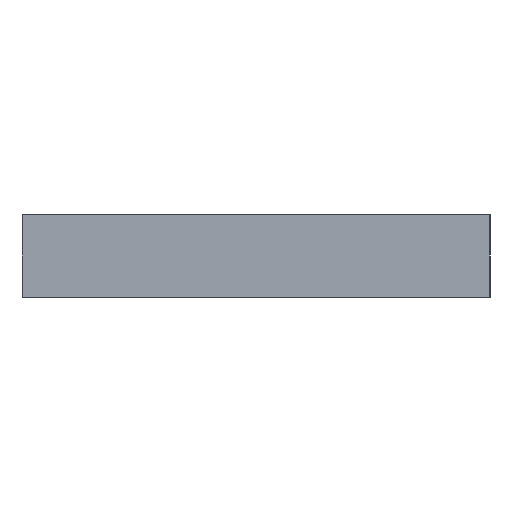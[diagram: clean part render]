
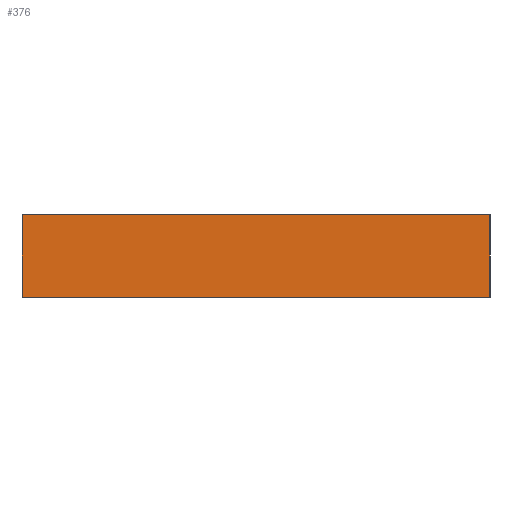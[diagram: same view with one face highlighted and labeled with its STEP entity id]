
A CAD part, left-side view. The second image highlights one B-rep face of the part: STEP entity #376.
In plain terms, the highlighted planar face has unit normal (-1, 0, 0).
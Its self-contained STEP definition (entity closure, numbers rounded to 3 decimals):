
#33 = VERTEX_POINT ( 'NONE', #135 ) ;
#41 = DIRECTION ( 'NONE',  ( 0., 0., 1. ) ) ;
#135 = CARTESIAN_POINT ( 'NONE',  ( -55., -34., -6. ) ) ;
#156 = FACE_OUTER_BOUND ( 'NONE', #431, .T. ) ;
#216 = CARTESIAN_POINT ( 'NONE',  ( -55., 34., 0. ) ) ;
#256 = ORIENTED_EDGE ( 'NONE', *, *, #700, .F. ) ;
#289 = CARTESIAN_POINT ( 'NONE',  ( -55., -34., -6. ) ) ;
#298 = VERTEX_POINT ( 'NONE', #499 ) ;
#355 = EDGE_CURVE ( 'NONE', #298, #472, #914, .T. ) ;
#357 = ORIENTED_EDGE ( 'NONE', *, *, #1175, .F. ) ;
#376 = ADVANCED_FACE ( 'NONE', ( #156 ), #714, .T. ) ;
#431 = EDGE_LOOP ( 'NONE', ( #1003, #936, #357, #256 ) ) ;
#472 = VERTEX_POINT ( 'NONE', #627 ) ;
#499 = CARTESIAN_POINT ( 'NONE',  ( -55., 34., 6. ) ) ;
#517 = DIRECTION ( 'NONE',  ( 0., -1., 0. ) ) ;
#538 = CARTESIAN_POINT ( 'NONE',  ( -55., -34., 6. ) ) ;
#550 = VECTOR ( 'NONE', #517, 1000. ) ;
#597 = VECTOR ( 'NONE', #695, 1000. ) ;
#627 = CARTESIAN_POINT ( 'NONE',  ( -55., -34., 6. ) ) ;
#650 = EDGE_CURVE ( 'NONE', #472, #33, #1124, .T. ) ;
#695 = DIRECTION ( 'NONE',  ( 0., 0., -1. ) ) ;
#700 = EDGE_CURVE ( 'NONE', #33, #720, #1281, .T. ) ;
#705 = LINE ( 'NONE', #216, #822 ) ;
#714 = PLANE ( 'NONE',  #1174 ) ;
#720 = VERTEX_POINT ( 'NONE', #1183 ) ;
#822 = VECTOR ( 'NONE', #1203, 1000. ) ;
#914 = LINE ( 'NONE', #538, #550 ) ;
#936 = ORIENTED_EDGE ( 'NONE', *, *, #355, .F. ) ;
#975 = VECTOR ( 'NONE', #984, 1000. ) ;
#984 = DIRECTION ( 'NONE',  ( 0., 1., 0. ) ) ;
#1003 = ORIENTED_EDGE ( 'NONE', *, *, #650, .F. ) ;
#1093 = CARTESIAN_POINT ( 'NONE',  ( -55., -34., 0. ) ) ;
#1124 = LINE ( 'NONE', #1093, #597 ) ;
#1126 = DIRECTION ( 'NONE',  ( -1., 0., 0. ) ) ;
#1174 = AXIS2_PLACEMENT_3D ( 'NONE', #1219, #1126, #41 ) ;
#1175 = EDGE_CURVE ( 'NONE', #720, #298, #705, .T. ) ;
#1183 = CARTESIAN_POINT ( 'NONE',  ( -55., 34., -6. ) ) ;
#1203 = DIRECTION ( 'NONE',  ( 0., 0., 1. ) ) ;
#1219 = CARTESIAN_POINT ( 'NONE',  ( -55., 34., 0. ) ) ;
#1281 = LINE ( 'NONE', #289, #975 ) ;
